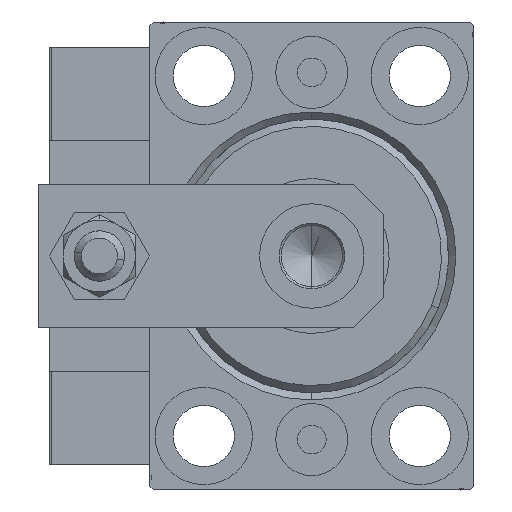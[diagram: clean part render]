
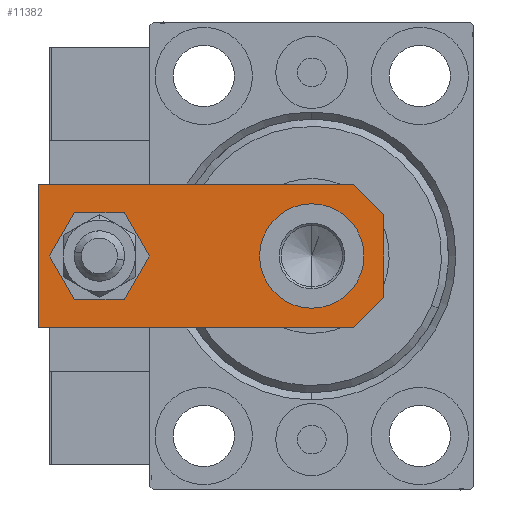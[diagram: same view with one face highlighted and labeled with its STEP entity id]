
A CAD part, left-side view. The second image highlights one B-rep face of the part: STEP entity #11382.
In plain terms, the highlighted face is planar.
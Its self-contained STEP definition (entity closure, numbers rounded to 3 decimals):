
#57 = CARTESIAN_POINT ( 'NONE',  ( 0., 39.5, 6. ) ) ;
#289 = CARTESIAN_POINT ( 'NONE',  ( 10., 0., 6. ) ) ;
#1020 = CARTESIAN_POINT ( 'NONE',  ( 4., 39.5, 6. ) ) ;
#1934 = DIRECTION ( 'NONE',  ( 0., 0., 1. ) ) ;
#2317 = CIRCLE ( 'NONE', #50644, 4. ) ;
#2353 = CARTESIAN_POINT ( 'NONE',  ( 10., 48., 6. ) ) ;
#2625 = VERTEX_POINT ( 'NONE', #19242 ) ;
#3434 = EDGE_CURVE ( 'NONE', #5370, #10331, #17988, .T. ) ;
#3936 = FACE_OUTER_BOUND ( 'NONE', #48319, .T. ) ;
#4166 = DIRECTION ( 'NONE',  ( 1., 0., 0. ) ) ;
#5148 = DIRECTION ( 'NONE',  ( 0.707, -0.707, 0. ) ) ;
#5229 = VECTOR ( 'NONE', #40443, 1000. ) ;
#5234 = VECTOR ( 'NONE', #9802, 1000. ) ;
#5314 = ORIENTED_EDGE ( 'NONE', *, *, #45818, .F. ) ;
#5370 = VERTEX_POINT ( 'NONE', #46980 ) ;
#5815 = LINE ( 'NONE', #40704, #5229 ) ;
#5936 = VECTOR ( 'NONE', #27703, 1000. ) ;
#7003 = VECTOR ( 'NONE', #5148, 1000. ) ;
#7066 = DIRECTION ( 'NONE',  ( 0., 0., 1. ) ) ;
#7079 = VECTOR ( 'NONE', #29906, 1000. ) ;
#7324 = DIRECTION ( 'NONE',  ( 1., 0., 0. ) ) ;
#8002 = AXIS2_PLACEMENT_3D ( 'NONE', #19577, #26740, #30833 ) ;
#8924 = EDGE_CURVE ( 'NONE', #45707, #28993, #12828, .T. ) ;
#9264 = EDGE_CURVE ( 'NONE', #10331, #45177, #42495, .T. ) ;
#9802 = DIRECTION ( 'NONE',  ( -1., 0., 0. ) ) ;
#10055 = VECTOR ( 'NONE', #25545, 1000. ) ;
#10331 = VERTEX_POINT ( 'NONE', #15007 ) ;
#10912 = ORIENTED_EDGE ( 'NONE', *, *, #3434, .T. ) ;
#10928 = ORIENTED_EDGE ( 'NONE', *, *, #9264, .T. ) ;
#11382 = ADVANCED_FACE ( 'NONE', ( #39060, #3936, #22658 ), #15214, .T. ) ;
#11449 = CARTESIAN_POINT ( 'NONE',  ( -10., 48., 6. ) ) ;
#11682 = CARTESIAN_POINT ( 'NONE',  ( 0., 39.5, 6. ) ) ;
#12828 = CIRCLE ( 'NONE', #22631, 7.25 ) ;
#13845 = EDGE_CURVE ( 'NONE', #29583, #31751, #2317, .T. ) ;
#15007 = CARTESIAN_POINT ( 'NONE',  ( -10., 48., 6. ) ) ;
#15214 = PLANE ( 'NONE',  #8002 ) ;
#15226 = CIRCLE ( 'NONE', #25868, 7.25 ) ;
#17210 = LINE ( 'NONE', #39787, #7003 ) ;
#17242 = DIRECTION ( 'NONE',  ( 0., 0., 1. ) ) ;
#17988 = LINE ( 'NONE', #2353, #5234 ) ;
#18355 = ORIENTED_EDGE ( 'NONE', *, *, #39207, .T. ) ;
#18423 = CARTESIAN_POINT ( 'NONE',  ( -4., 39.5, 6. ) ) ;
#19242 = CARTESIAN_POINT ( 'NONE',  ( 10., 4.24, 6. ) ) ;
#19577 = CARTESIAN_POINT ( 'NONE',  ( 0., 0., 6. ) ) ;
#19641 = VERTEX_POINT ( 'NONE', #31140 ) ;
#19717 = ORIENTED_EDGE ( 'NONE', *, *, #8924, .F. ) ;
#20934 = ORIENTED_EDGE ( 'NONE', *, *, #36123, .T. ) ;
#21078 = DIRECTION ( 'NONE',  ( 1., 0., 0. ) ) ;
#21447 = LINE ( 'NONE', #45063, #10055 ) ;
#21673 = CARTESIAN_POINT ( 'NONE',  ( 0., 10., 6. ) ) ;
#22593 = VERTEX_POINT ( 'NONE', #31628 ) ;
#22631 = AXIS2_PLACEMENT_3D ( 'NONE', #35967, #17242, #21078 ) ;
#22658 = FACE_BOUND ( 'NONE', #40255, .T. ) ;
#25545 = DIRECTION ( 'NONE',  ( 0.707, 0.707, 0. ) ) ;
#25868 = AXIS2_PLACEMENT_3D ( 'NONE', #21673, #1934, #32950 ) ;
#26740 = DIRECTION ( 'NONE',  ( 0., 0., 1. ) ) ;
#27703 = DIRECTION ( 'NONE',  ( 0., 1., 0. ) ) ;
#28993 = VERTEX_POINT ( 'NONE', #45782 ) ;
#29583 = VERTEX_POINT ( 'NONE', #18423 ) ;
#29906 = DIRECTION ( 'NONE',  ( 0., -1., 0. ) ) ;
#30833 = DIRECTION ( 'NONE',  ( 1., 0., 0. ) ) ;
#31140 = CARTESIAN_POINT ( 'NONE',  ( -5.76, 0., 6. ) ) ;
#31545 = AXIS2_PLACEMENT_3D ( 'NONE', #11682, #7066, #7324 ) ;
#31628 = CARTESIAN_POINT ( 'NONE',  ( 5.76, 0., 6. ) ) ;
#31751 = VERTEX_POINT ( 'NONE', #1020 ) ;
#32252 = EDGE_CURVE ( 'NONE', #22593, #2625, #21447, .T. ) ;
#32950 = DIRECTION ( 'NONE',  ( 1., 0., 0. ) ) ;
#35287 = ORIENTED_EDGE ( 'NONE', *, *, #13845, .F. ) ;
#35675 = ORIENTED_EDGE ( 'NONE', *, *, #32252, .T. ) ;
#35967 = CARTESIAN_POINT ( 'NONE',  ( 0., 10., 6. ) ) ;
#36123 = EDGE_CURVE ( 'NONE', #2625, #5370, #39522, .T. ) ;
#36564 = CIRCLE ( 'NONE', #31545, 4. ) ;
#37088 = ORIENTED_EDGE ( 'NONE', *, *, #42943, .T. ) ;
#37899 = CARTESIAN_POINT ( 'NONE',  ( -10., 4.24, 6. ) ) ;
#37996 = ORIENTED_EDGE ( 'NONE', *, *, #48066, .F. ) ;
#39060 = FACE_BOUND ( 'NONE', #40763, .T. ) ;
#39207 = EDGE_CURVE ( 'NONE', #19641, #22593, #5815, .T. ) ;
#39522 = LINE ( 'NONE', #289, #5936 ) ;
#39787 = CARTESIAN_POINT ( 'NONE',  ( -2.88, -2.88, 6. ) ) ;
#39790 = DIRECTION ( 'NONE',  ( 0., 0., 1. ) ) ;
#40255 = EDGE_LOOP ( 'NONE', ( #19717, #37996 ) ) ;
#40443 = DIRECTION ( 'NONE',  ( 1., 0., 0. ) ) ;
#40704 = CARTESIAN_POINT ( 'NONE',  ( -10., 0., 6. ) ) ;
#40763 = EDGE_LOOP ( 'NONE', ( #35287, #5314 ) ) ;
#42495 = LINE ( 'NONE', #11449, #7079 ) ;
#42943 = EDGE_CURVE ( 'NONE', #45177, #19641, #17210, .T. ) ;
#45063 = CARTESIAN_POINT ( 'NONE',  ( 2.88, -2.88, 6. ) ) ;
#45177 = VERTEX_POINT ( 'NONE', #37899 ) ;
#45707 = VERTEX_POINT ( 'NONE', #46806 ) ;
#45782 = CARTESIAN_POINT ( 'NONE',  ( 7.25, 10., 6. ) ) ;
#45818 = EDGE_CURVE ( 'NONE', #31751, #29583, #36564, .T. ) ;
#46806 = CARTESIAN_POINT ( 'NONE',  ( -7.25, 10., 6. ) ) ;
#46980 = CARTESIAN_POINT ( 'NONE',  ( 10., 48., 6. ) ) ;
#48066 = EDGE_CURVE ( 'NONE', #28993, #45707, #15226, .T. ) ;
#48319 = EDGE_LOOP ( 'NONE', ( #10928, #37088, #18355, #35675, #20934, #10912 ) ) ;
#50644 = AXIS2_PLACEMENT_3D ( 'NONE', #57, #39790, #4166 ) ;
